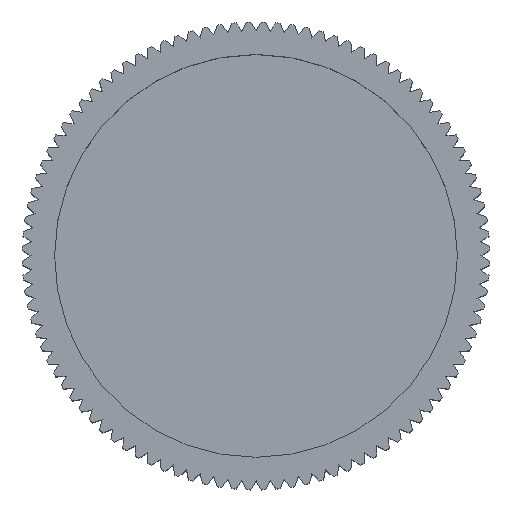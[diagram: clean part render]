
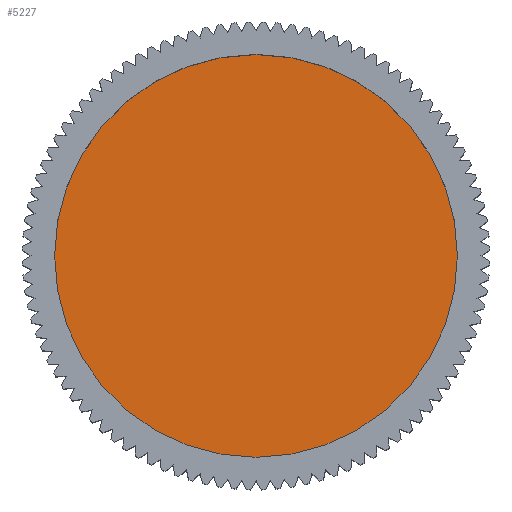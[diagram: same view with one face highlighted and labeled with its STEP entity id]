
A CAD part, top view. The second image highlights one B-rep face of the part: STEP entity #5227.
In plain terms, the highlighted planar face has unit normal (0, 0, 1).
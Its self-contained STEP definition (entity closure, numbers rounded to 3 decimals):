
#2561=VERTEX_POINT('',#6412);
#2571=VERTEX_POINT('',#6422);
#5153=EDGE_CURVE('',#2571,#2561,#9224,.T.);
#5227=ADVANCED_FACE('',(#9305),#9306,.F.);
#5499=EDGE_CURVE('',#2561,#2571,#9603,.T.);
#6412=CARTESIAN_POINT('',(15.5,0.0,14.0));
#6422=CARTESIAN_POINT('',(-15.5,0.,14.0));
#9224=CIRCLE('',#16176,15.5);
#9305=FACE_OUTER_BOUND('',#16300,.T.);
#9306=PLANE('',#16301);
#9603=CIRCLE('',#16803,15.5);
#16176=AXIS2_PLACEMENT_3D('',#20845,#20846,#20847);
#16300=EDGE_LOOP('',(#20924,#20925));
#16301=AXIS2_PLACEMENT_3D('',#20926,#20927,#20928);
#16803=AXIS2_PLACEMENT_3D('',#21357,#21358,#21359);
#20845=CARTESIAN_POINT('',(0.0,0.0,14.0));
#20846=DIRECTION('',(0.0,0.0,-1.0));
#20847=DIRECTION('',(1.0,0.0,0.0));
#20924=ORIENTED_EDGE('',*,*,#5499,.F.);
#20925=ORIENTED_EDGE('',*,*,#5153,.F.);
#20926=CARTESIAN_POINT('',(0.0,0.0,14.0));
#20927=DIRECTION('',(0.0,0.0,-1.0));
#20928=DIRECTION('',(-1.0,0.0,0.0));
#21357=CARTESIAN_POINT('',(0.0,0.0,14.0));
#21358=DIRECTION('',(0.0,0.0,-1.0));
#21359=DIRECTION('',(1.0,0.0,0.0));
